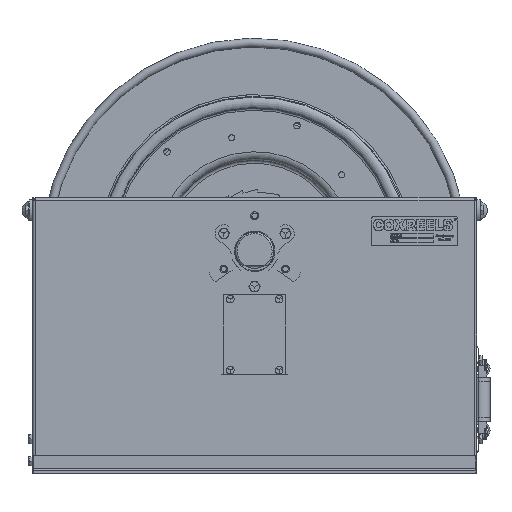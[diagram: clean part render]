
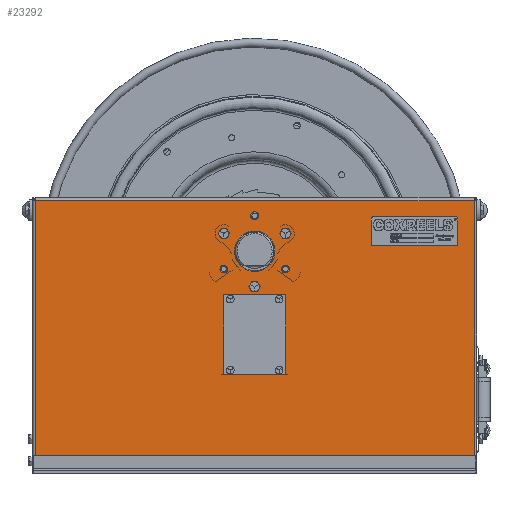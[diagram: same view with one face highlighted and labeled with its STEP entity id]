
A CAD part, top view. The second image highlights one B-rep face of the part: STEP entity #23292.
In plain terms, the highlighted planar face has unit normal (0, 0, 1).
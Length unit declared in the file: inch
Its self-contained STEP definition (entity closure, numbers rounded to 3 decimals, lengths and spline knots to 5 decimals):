
#1272=FACE_BOUND('',#2782,.T.);
#1273=FACE_BOUND('',#2783,.T.);
#1274=FACE_BOUND('',#2784,.T.);
#1275=FACE_BOUND('',#2785,.T.);
#1276=FACE_BOUND('',#2786,.T.);
#1277=FACE_BOUND('',#2787,.T.);
#1278=FACE_BOUND('',#2788,.T.);
#1279=FACE_BOUND('',#2789,.T.);
#1280=FACE_BOUND('',#2790,.T.);
#1281=FACE_BOUND('',#2791,.T.);
#1282=FACE_BOUND('',#2792,.T.);
#1283=FACE_BOUND('',#2793,.T.);
#1805=PLANE('',#24211);
#2193=FACE_OUTER_BOUND('',#2781,.T.);
#2781=EDGE_LOOP('',(#17746,#17747,#17748,#17749));
#2782=EDGE_LOOP('',(#17750,#17751,#17752,#17753));
#2783=EDGE_LOOP('',(#17754));
#2784=EDGE_LOOP('',(#17755));
#2785=EDGE_LOOP('',(#17756));
#2786=EDGE_LOOP('',(#17757));
#2787=EDGE_LOOP('',(#17758));
#2788=EDGE_LOOP('',(#17759));
#2789=EDGE_LOOP('',(#17760));
#2790=EDGE_LOOP('',(#17761));
#2791=EDGE_LOOP('',(#17762));
#2792=EDGE_LOOP('',(#17763));
#2793=EDGE_LOOP('',(#17764));
#3899=CIRCLE('',#24212,0.155);
#3900=CIRCLE('',#24213,0.155);
#3901=CIRCLE('',#24214,0.155);
#3902=CIRCLE('',#24215,0.155);
#3903=CIRCLE('',#24216,0.22);
#3904=CIRCLE('',#24217,0.22);
#3905=CIRCLE('',#24218,0.22);
#3906=CIRCLE('',#24219,0.22);
#3907=CIRCLE('',#24220,0.22);
#3908=CIRCLE('',#24221,0.22);
#3909=CIRCLE('',#24222,1.14);
#4885=LINE('',#31095,#7075);
#4888=LINE('',#31110,#7078);
#4896=LINE('',#31135,#7086);
#4906=LINE('',#31177,#7096);
#4918=LINE('',#31221,#7108);
#4919=LINE('',#31223,#7109);
#4920=LINE('',#31225,#7110);
#4921=LINE('',#31226,#7111);
#7075=VECTOR('',#25752,15.3506);
#7078=VECTOR('',#25767,24.7012);
#7086=VECTOR('',#25789,24.7012);
#7096=VECTOR('',#25827,15.3506);
#7108=VECTOR('',#25865,4.);
#7109=VECTOR('',#25866,2.);
#7110=VECTOR('',#25867,4.);
#7111=VECTOR('',#25868,2.);
#9266=VERTEX_POINT('',#31092);
#9267=VERTEX_POINT('',#31094);
#9273=VERTEX_POINT('',#31109);
#9283=VERTEX_POINT('',#31133);
#9319=VERTEX_POINT('',#31219);
#9320=VERTEX_POINT('',#31220);
#9321=VERTEX_POINT('',#31222);
#9322=VERTEX_POINT('',#31224);
#9323=VERTEX_POINT('',#31227);
#9324=VERTEX_POINT('',#31229);
#9325=VERTEX_POINT('',#31231);
#9326=VERTEX_POINT('',#31233);
#9327=VERTEX_POINT('',#31235);
#9328=VERTEX_POINT('',#31237);
#9329=VERTEX_POINT('',#31239);
#9330=VERTEX_POINT('',#31241);
#9331=VERTEX_POINT('',#31243);
#9332=VERTEX_POINT('',#31245);
#9333=VERTEX_POINT('',#31247);
#13291=EDGE_CURVE('',#9267,#9266,#4885,.T.);
#13298=EDGE_CURVE('',#9273,#9267,#4888,.T.);
#13311=EDGE_CURVE('',#9283,#9266,#4896,.T.);
#13333=EDGE_CURVE('',#9283,#9273,#4906,.T.);
#13354=EDGE_CURVE('',#9319,#9320,#4918,.T.);
#13355=EDGE_CURVE('',#9320,#9321,#4919,.T.);
#13356=EDGE_CURVE('',#9321,#9322,#4920,.T.);
#13357=EDGE_CURVE('',#9322,#9319,#4921,.T.);
#13358=EDGE_CURVE('',#9323,#9323,#3899,.T.);
#13359=EDGE_CURVE('',#9324,#9324,#3900,.T.);
#13360=EDGE_CURVE('',#9325,#9325,#3901,.T.);
#13361=EDGE_CURVE('',#9326,#9326,#3902,.T.);
#13362=EDGE_CURVE('',#9327,#9327,#3903,.T.);
#13363=EDGE_CURVE('',#9328,#9328,#3904,.T.);
#13364=EDGE_CURVE('',#9329,#9329,#3905,.T.);
#13365=EDGE_CURVE('',#9330,#9330,#3906,.T.);
#13366=EDGE_CURVE('',#9331,#9331,#3907,.T.);
#13367=EDGE_CURVE('',#9332,#9332,#3908,.T.);
#13368=EDGE_CURVE('',#9333,#9333,#3909,.T.);
#17746=ORIENTED_EDGE('',*,*,#13291,.T.);
#17747=ORIENTED_EDGE('',*,*,#13311,.F.);
#17748=ORIENTED_EDGE('',*,*,#13333,.T.);
#17749=ORIENTED_EDGE('',*,*,#13298,.T.);
#17750=ORIENTED_EDGE('',*,*,#13354,.T.);
#17751=ORIENTED_EDGE('',*,*,#13355,.T.);
#17752=ORIENTED_EDGE('',*,*,#13356,.T.);
#17753=ORIENTED_EDGE('',*,*,#13357,.T.);
#17754=ORIENTED_EDGE('',*,*,#13358,.T.);
#17755=ORIENTED_EDGE('',*,*,#13359,.T.);
#17756=ORIENTED_EDGE('',*,*,#13360,.T.);
#17757=ORIENTED_EDGE('',*,*,#13361,.T.);
#17758=ORIENTED_EDGE('',*,*,#13362,.T.);
#17759=ORIENTED_EDGE('',*,*,#13363,.T.);
#17760=ORIENTED_EDGE('',*,*,#13364,.T.);
#17761=ORIENTED_EDGE('',*,*,#13365,.T.);
#17762=ORIENTED_EDGE('',*,*,#13366,.T.);
#17763=ORIENTED_EDGE('',*,*,#13367,.T.);
#17764=ORIENTED_EDGE('',*,*,#13368,.T.);
#23292=ADVANCED_FACE('',(#2193,#1272,#1273,#1274,#1275,#1276,#1277,#1278,
#1279,#1280,#1281,#1282,#1283),#1805,.T.);
#24211=AXIS2_PLACEMENT_3D('',#31218,#25863,#25864);
#24212=AXIS2_PLACEMENT_3D('',#31228,#25869,#25870);
#24213=AXIS2_PLACEMENT_3D('',#31230,#25871,#25872);
#24214=AXIS2_PLACEMENT_3D('',#31232,#25873,#25874);
#24215=AXIS2_PLACEMENT_3D('',#31234,#25875,#25876);
#24216=AXIS2_PLACEMENT_3D('',#31236,#25877,#25878);
#24217=AXIS2_PLACEMENT_3D('',#31238,#25879,#25880);
#24218=AXIS2_PLACEMENT_3D('',#31240,#25881,#25882);
#24219=AXIS2_PLACEMENT_3D('',#31242,#25883,#25884);
#24220=AXIS2_PLACEMENT_3D('',#31244,#25885,#25886);
#24221=AXIS2_PLACEMENT_3D('',#31246,#25887,#25888);
#24222=AXIS2_PLACEMENT_3D('',#31248,#25889,#25890);
#25752=DIRECTION('',(0.,-1.,0.));
#25767=DIRECTION('',(-1.,0.,0.));
#25789=DIRECTION('',(-1.,0.,0.));
#25827=DIRECTION('',(0.,1.,0.));
#25863=DIRECTION('center_axis',(0.,0.,1.));
#25864=DIRECTION('ref_axis',(1.,0.,0.));
#25865=DIRECTION('',(0.,1.,0.));
#25866=DIRECTION('',(1.,0.,0.));
#25867=DIRECTION('',(0.,-1.,0.));
#25868=DIRECTION('',(-1.,0.,0.));
#25869=DIRECTION('center_axis',(0.,0.,-1.));
#25870=DIRECTION('ref_axis',(1.,0.,0.));
#25871=DIRECTION('center_axis',(0.,0.,-1.));
#25872=DIRECTION('ref_axis',(1.,0.,0.));
#25873=DIRECTION('center_axis',(0.,0.,-1.));
#25874=DIRECTION('ref_axis',(1.,0.,0.));
#25875=DIRECTION('center_axis',(0.,0.,-1.));
#25876=DIRECTION('ref_axis',(1.,0.,0.));
#25877=DIRECTION('center_axis',(0.,0.,-1.));
#25878=DIRECTION('ref_axis',(1.,0.,0.));
#25879=DIRECTION('center_axis',(0.,0.,-1.));
#25880=DIRECTION('ref_axis',(1.,0.,0.));
#25881=DIRECTION('center_axis',(0.,0.,-1.));
#25882=DIRECTION('ref_axis',(1.,0.,0.));
#25883=DIRECTION('center_axis',(0.,0.,-1.));
#25884=DIRECTION('ref_axis',(1.,0.,0.));
#25885=DIRECTION('center_axis',(0.,0.,-1.));
#25886=DIRECTION('ref_axis',(1.,0.,0.));
#25887=DIRECTION('center_axis',(0.,0.,-1.));
#25888=DIRECTION('ref_axis',(1.,0.,0.));
#25889=DIRECTION('center_axis',(0.,0.,-1.));
#25890=DIRECTION('ref_axis',(-1.,0.,0.));
#31092=CARTESIAN_POINT('',(-12.3506,-7.75,0.0747));
#31094=CARTESIAN_POINT('',(-12.3506,7.6006,0.0747));
#31095=CARTESIAN_POINT('',(-12.3506,-3.875,0.0747));
#31109=CARTESIAN_POINT('',(12.3506,7.6006,0.0747));
#31110=CARTESIAN_POINT('',(-6.25,7.6006,0.0747));
#31133=CARTESIAN_POINT('',(12.3506,-7.75,0.0747));
#31135=CARTESIAN_POINT('',(12.5,-7.75,0.0747));
#31177=CARTESIAN_POINT('',(12.3506,3.8003,0.0747));
#31218=CARTESIAN_POINT('Origin',(0.,0.,
0.0747));
#31219=CARTESIAN_POINT('',(-1.,-1.94,0.0747));
#31220=CARTESIAN_POINT('',(-1.,2.06,0.0747));
#31221=CARTESIAN_POINT('',(-1.,1.03,0.0747));
#31222=CARTESIAN_POINT('',(1.,2.06,0.0747));
#31223=CARTESIAN_POINT('',(0.5,2.06,0.0747));
#31224=CARTESIAN_POINT('',(1.,-1.94,0.0747));
#31225=CARTESIAN_POINT('',(1.,-0.97,0.0747));
#31226=CARTESIAN_POINT('',(-0.5,-1.94,0.0747));
#31227=CARTESIAN_POINT('',(1.53,-1.94,0.0747));
#31228=CARTESIAN_POINT('Origin',(1.375,-1.94,0.0747));
#31229=CARTESIAN_POINT('',(-1.22,2.06,0.0747));
#31230=CARTESIAN_POINT('Origin',(-1.375,2.06,0.0747));
#31231=CARTESIAN_POINT('',(1.53,2.06,0.0747));
#31232=CARTESIAN_POINT('Origin',(1.375,2.06,0.0747));
#31233=CARTESIAN_POINT('',(-1.22,-1.94,0.0747));
#31234=CARTESIAN_POINT('Origin',(-1.375,-1.94,0.0747));
#31235=CARTESIAN_POINT('',(1.95205,3.75,0.0747));
#31236=CARTESIAN_POINT('Origin',(1.73205,3.75,0.0747));
#31237=CARTESIAN_POINT('',(-1.51205,3.75,0.0747));
#31238=CARTESIAN_POINT('Origin',(-1.73205,3.75,0.0747));
#31239=CARTESIAN_POINT('',(0.22,6.75,0.0747));
#31240=CARTESIAN_POINT('Origin',(0.,6.75,0.0747));
#31241=CARTESIAN_POINT('',(-1.51205,5.75,0.0747));
#31242=CARTESIAN_POINT('Origin',(-1.73205,5.75,0.0747));
#31243=CARTESIAN_POINT('',(0.22,2.75,0.0747));
#31244=CARTESIAN_POINT('Origin',(0.,2.75,0.0747));
#31245=CARTESIAN_POINT('',(1.95205,5.75,0.0747));
#31246=CARTESIAN_POINT('Origin',(1.73205,5.75,0.0747));
#31247=CARTESIAN_POINT('',(1.14,4.75,0.0747));
#31248=CARTESIAN_POINT('Origin',(0.,4.75,0.0747));
